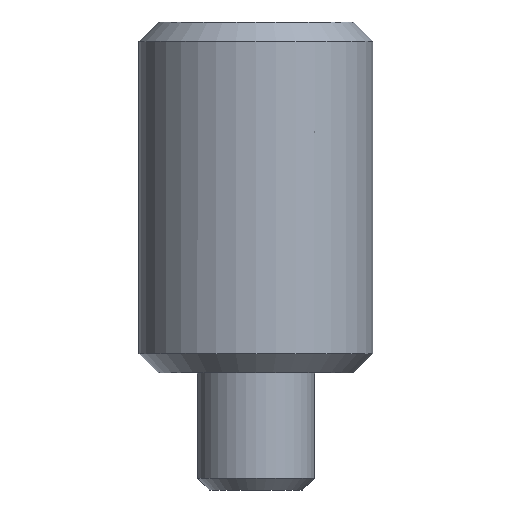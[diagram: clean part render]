
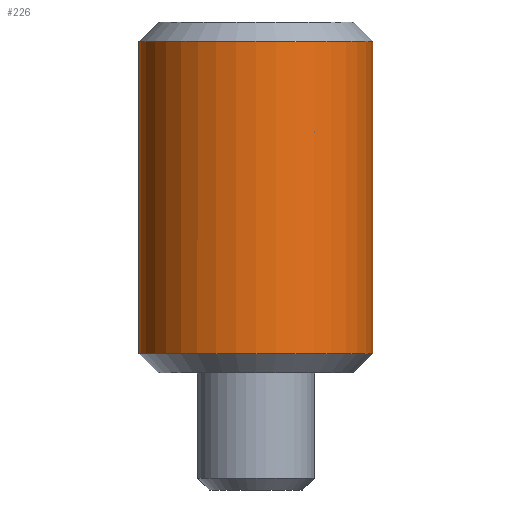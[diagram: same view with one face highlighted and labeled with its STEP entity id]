
A CAD part, front view. The second image highlights one B-rep face of the part: STEP entity #226.
In plain terms, the highlighted cylindrical face has radius 6 mm (diameter 12 mm), a partial arc.
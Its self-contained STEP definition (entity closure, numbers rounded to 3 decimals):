
#124=EDGE_CURVE('NONE',#148,#284,#317,.T.);
#148=VERTEX_POINT('NONE',#346);
#162=VERTEX_POINT('NONE',#364);
#174=EDGE_CURVE('NONE',#284,#162,#376,.T.);
#204=EDGE_CURVE('NONE',#214,#148,#412,.T.);
#214=VERTEX_POINT('NONE',#423);
#220=EDGE_CURVE('NONE',#214,#162,#430,.T.);
#226=ADVANCED_FACE('NONE',(#436),#437,.T.);
#284=VERTEX_POINT('NONE',#500);
#317=LINE('',#529,#530);
#346=CARTESIAN_POINT('',(6.0,0.0,1.0));
#364=CARTESIAN_POINT('',(-6.0,0.,17.0));
#376=CIRCLE('',#600,6.0);
#412=CIRCLE('',#643,6.0);
#423=CARTESIAN_POINT('',(-6.0,0.,1.0));
#430=LINE('',#668,#669);
#436=FACE_OUTER_BOUND('',#677,.T.);
#437=CYLINDRICAL_SURFACE('',#678,6.0);
#500=CARTESIAN_POINT('',(6.0,0.0,17.0));
#529=CARTESIAN_POINT('',(6.0,0.0,4.758));
#530=VECTOR('',#782,1000.0);
#600=AXIS2_PLACEMENT_3D('',#854,#855,#856);
#643=AXIS2_PLACEMENT_3D('',#918,#919,#920);
#668=CARTESIAN_POINT('',(-6.0,0.,4.758));
#669=VECTOR('',#945,1000.0);
#677=EDGE_LOOP('',(#948,#949,#950,#951));
#678=AXIS2_PLACEMENT_3D('',#952,#953,#954);
#782=DIRECTION('',(-0.0,0.0,1.0));
#854=CARTESIAN_POINT('',(0.0,0.0,17.0));
#855=DIRECTION('',(0.0,0.0,-1.0));
#856=DIRECTION('',(-1.0,0.0,0.0));
#918=CARTESIAN_POINT('',(0.0,0.0,1.0));
#919=DIRECTION('',(0.0,0.0,1.0));
#920=DIRECTION('',(1.0,0.0,0.0));
#945=DIRECTION('',(-0.0,0.0,1.0));
#948=ORIENTED_EDGE('',*,*,#220,.F.);
#949=ORIENTED_EDGE('',*,*,#204,.T.);
#950=ORIENTED_EDGE('',*,*,#124,.T.);
#951=ORIENTED_EDGE('',*,*,#174,.T.);
#952=CARTESIAN_POINT('',(0.0,0.0,4.758));
#953=DIRECTION('',(-0.0,-0.0,1.0));
#954=DIRECTION('',(1.0,0.0,0.0));
